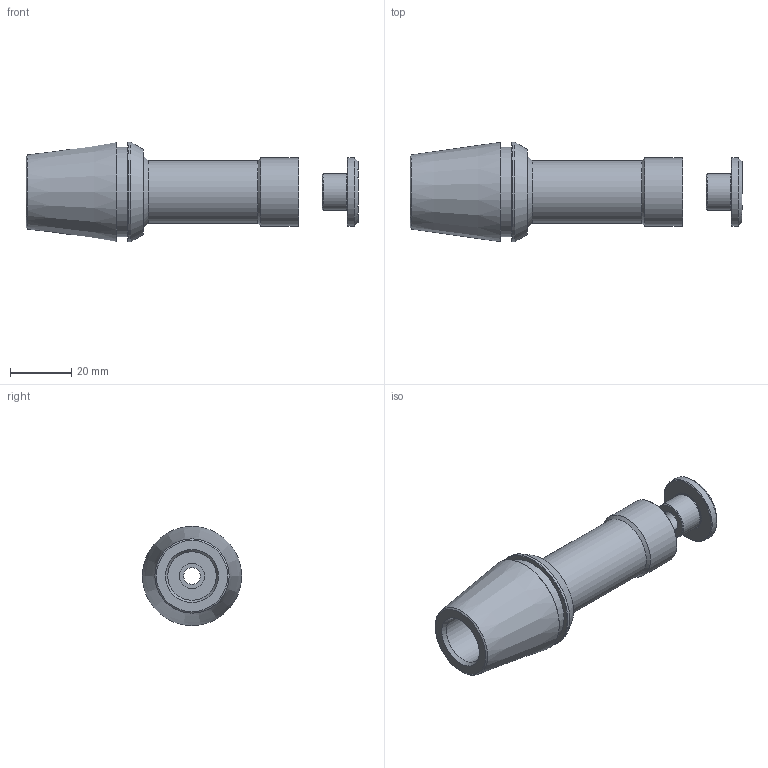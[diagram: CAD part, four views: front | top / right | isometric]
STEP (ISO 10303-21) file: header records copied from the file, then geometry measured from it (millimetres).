
FILE_DESCRIPTION(/* description */ (''),/* implementation_level */ '2;1');
FILE_NAME(/* name */ 'ER32-SSA12-2.0.step',/* time_stamp */ '2025-12-16T17:13:17-06:00',/* author */ (''),/* organization */ (''),/* preprocessor_version */ 'ST-DEVELOPER v20.1',/* originating_system */ 'Autodesk Translation Framework v14.21.0.0',/* authorisation */ '');
FILE_SCHEMA (('AUTOMOTIVE_DESIGN { 1 0 10303 214 3 1 1 }'));
Length unit declared in the file: inch
Products named in the file (4): ER32-SSA12-2.0; ER32-ER11-1.5M; ER32-ER11-2.0 v4; SSA12mm-Cap v2
Assembly tree (3 placements, depth 3):
  ER32-SSA12-2.0
    ER32-ER11-1.5M
      ER32-ER11-2.0 v4
      SSA12mm-Cap v2
Bounding box: 108.43 x 32.41 x 32.41 mm (x, y, z)
Volume: 37538.8 mm3; surface area: 11966 mm2
Topology: 2 solids, 2 shells, 57 faces, 102 edges, 64 vertices
Faces by surface type: cylinder 20, plane 19, cone 18
Full cylindrical faces by diameter (mm): 2.032 x8, 5.436 x1, 6.604 x1, 8.23 x1, 11.746 x1, 12 x2, 15.799 x1, 20.295 x1, 22.212 x1, 22.225 x1, 29.185 x1, 32.41 x1
Entity records: 1556 total; most frequent: DIRECTION 294, CARTESIAN_POINT 230, ORIENTED_EDGE 204, AXIS2_PLACEMENT_3D 128, EDGE_CURVE 102, EDGE_LOOP 76, CIRCLE 64, VERTEX_POINT 64
